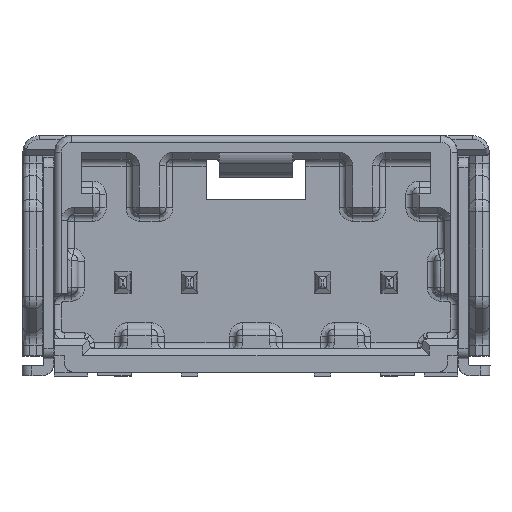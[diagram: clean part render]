
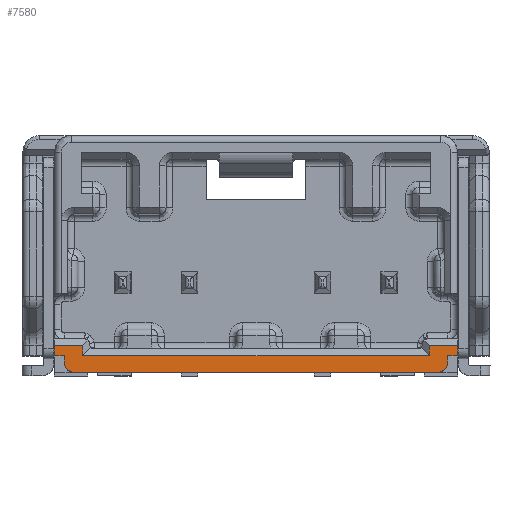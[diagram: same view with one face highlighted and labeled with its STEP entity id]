
A CAD part, top view. The second image highlights one B-rep face of the part: STEP entity #7580.
In plain terms, the highlighted planar face has unit normal (0, 0, 1).
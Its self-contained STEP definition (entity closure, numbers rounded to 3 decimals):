
#48 = EDGE_CURVE ( 'NONE', #2200, #5240, #4552, .T. ) ;
#104 = EDGE_CURVE ( 'NONE', #17032, #2200, #4432, .T. ) ;
#158 = CARTESIAN_POINT ( 'NONE',  ( -5.2, 0.9, 0. ) ) ;
#554 = VECTOR ( 'NONE', #10660, 1000. ) ;
#760 = EDGE_CURVE ( 'NONE', #3885, #15300, #22395, .T. ) ;
#846 = CARTESIAN_POINT ( 'NONE',  ( -6.05, 0.9, 0. ) ) ;
#899 = CARTESIAN_POINT ( 'NONE',  ( -6.05, 0.6, 0. ) ) ;
#1016 = EDGE_CURVE ( 'NONE', #4904, #4733, #6480, .T. ) ;
#1209 = DIRECTION ( 'NONE',  ( 0., -1., 0. ) ) ;
#1577 = LINE ( 'NONE', #9139, #23540 ) ;
#1658 = CARTESIAN_POINT ( 'NONE',  ( -5.45, 0.1, 0. ) ) ;
#2200 = VERTEX_POINT ( 'NONE', #846 ) ;
#2344 = CARTESIAN_POINT ( 'NONE',  ( 5.75, 0.4, 0. ) ) ;
#2430 = DIRECTION ( 'NONE',  ( 0., 1., 0. ) ) ;
#2782 = PLANE ( 'NONE',  #22891 ) ;
#2815 = CARTESIAN_POINT ( 'NONE',  ( 5.75, 0.6, 0. ) ) ;
#3155 = CARTESIAN_POINT ( 'NONE',  ( -5.607, 0.132, 0. ) ) ;
#3520 = CARTESIAN_POINT ( 'NONE',  ( -5.75, 0.321, 0. ) ) ;
#3535 = ORIENTED_EDGE ( 'NONE', *, *, #48, .F. ) ;
#3885 = VERTEX_POINT ( 'NONE', #23295 ) ;
#4059 = CARTESIAN_POINT ( 'NONE',  ( 0., 0.9, 0. ) ) ;
#4432 = LINE ( 'NONE', #23064, #7785 ) ;
#4552 = LINE ( 'NONE', #4059, #20070 ) ;
#4733 = VERTEX_POINT ( 'NONE', #8758 ) ;
#4840 = ORIENTED_EDGE ( 'NONE', *, *, #104, .F. ) ;
#4904 = VERTEX_POINT ( 'NONE', #23408 ) ;
#5115 = VERTEX_POINT ( 'NONE', #10210 ) ;
#5240 = VERTEX_POINT ( 'NONE', #158 ) ;
#5247 = VERTEX_POINT ( 'NONE', #13554 ) ;
#5382 = CARTESIAN_POINT ( 'NONE',  ( 0., 0.6, 0. ) ) ;
#5720 = ORIENTED_EDGE ( 'NONE', *, *, #17439, .F. ) ;
#5776 = B_SPLINE_CURVE_WITH_KNOTS ( 'NONE', 3,
 ( #15673, #10072, #6611, #12297, #23387, #21633 ),
 .UNSPECIFIED., .F., .F.,
 ( 4, 2, 4 ),
 ( 0., 0.5, 1. ),
 .UNSPECIFIED. ) ;
#5880 = VECTOR ( 'NONE', #22896, 1000. ) ;
#6071 = CARTESIAN_POINT ( 'NONE',  ( -5.2, 3.65, 0. ) ) ;
#6092 = EDGE_CURVE ( 'NONE', #15657, #12306, #24571, .T. ) ;
#6480 = LINE ( 'NONE', #14049, #24089 ) ;
#6519 = DIRECTION ( 'NONE',  ( -1., 0., 0. ) ) ;
#6611 = CARTESIAN_POINT ( 'NONE',  ( 5.718, 0.243, 0. ) ) ;
#6687 = ORIENTED_EDGE ( 'NONE', *, *, #1016, .F. ) ;
#7497 = ORIENTED_EDGE ( 'NONE', *, *, #7955, .F. ) ;
#7549 = CARTESIAN_POINT ( 'NONE',  ( 0., 0.6, 0. ) ) ;
#7580 = ADVANCED_FACE ( 'NONE', ( #8258 ), #2782, .F. ) ;
#7785 = VECTOR ( 'NONE', #2430, 1000. ) ;
#7955 = EDGE_CURVE ( 'NONE', #5240, #15657, #11894, .T. ) ;
#8258 = FACE_OUTER_BOUND ( 'NONE', #16106, .T. ) ;
#8758 = CARTESIAN_POINT ( 'NONE',  ( 6.05, 0.9, 0. ) ) ;
#8869 = VECTOR ( 'NONE', #6519, 1000. ) ;
#8980 = VECTOR ( 'NONE', #15106, 1000. ) ;
#9139 = CARTESIAN_POINT ( 'NONE',  ( 6.05, 0.1, 0. ) ) ;
#9224 = CARTESIAN_POINT ( 'NONE',  ( -5.75, 0.4, 0. ) ) ;
#9831 = VECTOR ( 'NONE', #13890, 1000. ) ;
#10072 = CARTESIAN_POINT ( 'NONE',  ( 5.75, 0.321, 0. ) ) ;
#10210 = CARTESIAN_POINT ( 'NONE',  ( -5.45, 0.1, 0. ) ) ;
#10229 = CARTESIAN_POINT ( 'NONE',  ( -5.2, 0.6, 0. ) ) ;
#10344 = CARTESIAN_POINT ( 'NONE',  ( 0., 3.65, 0. ) ) ;
#10660 = DIRECTION ( 'NONE',  ( 0., 1., 0. ) ) ;
#11320 = VECTOR ( 'NONE', #12079, 1000. ) ;
#11406 = EDGE_CURVE ( 'NONE', #5247, #17032, #19795, .T. ) ;
#11478 = ORIENTED_EDGE ( 'NONE', *, *, #12834, .T. ) ;
#11514 = VECTOR ( 'NONE', #1209, 1000. ) ;
#11593 = LINE ( 'NONE', #21047, #11320 ) ;
#11894 = LINE ( 'NONE', #6071, #9831 ) ;
#12079 = DIRECTION ( 'NONE',  ( 0., 1., 0. ) ) ;
#12297 = CARTESIAN_POINT ( 'NONE',  ( 5.607, 0.132, 0. ) ) ;
#12306 = VERTEX_POINT ( 'NONE', #24424 ) ;
#12576 = CARTESIAN_POINT ( 'NONE',  ( -5.529, 0.1, 0. ) ) ;
#12600 = ORIENTED_EDGE ( 'NONE', *, *, #23815, .T. ) ;
#12605 = EDGE_CURVE ( 'NONE', #5115, #16564, #23962, .T. ) ;
#12834 = EDGE_CURVE ( 'NONE', #5247, #16564, #13569, .T. ) ;
#12933 = DIRECTION ( 'NONE',  ( -1., 0., 0. ) ) ;
#12946 = CARTESIAN_POINT ( 'NONE',  ( -5.718, 0.243, 0. ) ) ;
#13146 = VERTEX_POINT ( 'NONE', #15146 ) ;
#13554 = CARTESIAN_POINT ( 'NONE',  ( -5.75, 0.6, 0. ) ) ;
#13569 = LINE ( 'NONE', #15302, #5880 ) ;
#13839 = CARTESIAN_POINT ( 'NONE',  ( 0., 0.6, 0. ) ) ;
#13890 = DIRECTION ( 'NONE',  ( 0., -1., 0. ) ) ;
#14049 = CARTESIAN_POINT ( 'NONE',  ( 0., 0.9, 0. ) ) ;
#14614 = LINE ( 'NONE', #16477, #11514 ) ;
#14704 = EDGE_CURVE ( 'NONE', #23963, #13146, #5776, .T. ) ;
#15106 = DIRECTION ( 'NONE',  ( 1., 0., 0. ) ) ;
#15146 = CARTESIAN_POINT ( 'NONE',  ( 5.45, 0.1, 0. ) ) ;
#15300 = VERTEX_POINT ( 'NONE', #2815 ) ;
#15302 = CARTESIAN_POINT ( 'NONE',  ( -5.75, 0., 0. ) ) ;
#15657 = VERTEX_POINT ( 'NONE', #10229 ) ;
#15673 = CARTESIAN_POINT ( 'NONE',  ( 5.75, 0.4, 0. ) ) ;
#15791 = ORIENTED_EDGE ( 'NONE', *, *, #20408, .T. ) ;
#16106 = EDGE_LOOP ( 'NONE', ( #17789, #5720, #6687, #19308, #23184, #7497, #3535, #4840, #16932, #11478, #18052, #15791, #17154, #12600 ) ) ;
#16477 = CARTESIAN_POINT ( 'NONE',  ( 6.05, 0.1, 0. ) ) ;
#16564 = VERTEX_POINT ( 'NONE', #20574 ) ;
#16759 = LINE ( 'NONE', #22357, #554 ) ;
#16932 = ORIENTED_EDGE ( 'NONE', *, *, #11406, .F. ) ;
#17032 = VERTEX_POINT ( 'NONE', #899 ) ;
#17154 = ORIENTED_EDGE ( 'NONE', *, *, #14704, .F. ) ;
#17347 = DIRECTION ( 'NONE',  ( 1., 0., 0. ) ) ;
#17352 = DIRECTION ( 'NONE',  ( 1., 0., 0. ) ) ;
#17439 = EDGE_CURVE ( 'NONE', #4733, #3885, #14614, .T. ) ;
#17789 = ORIENTED_EDGE ( 'NONE', *, *, #760, .F. ) ;
#18052 = ORIENTED_EDGE ( 'NONE', *, *, #12605, .F. ) ;
#19308 = ORIENTED_EDGE ( 'NONE', *, *, #24467, .F. ) ;
#19683 = VECTOR ( 'NONE', #12933, 1000. ) ;
#19795 = LINE ( 'NONE', #13839, #8869 ) ;
#20070 = VECTOR ( 'NONE', #17352, 1000. ) ;
#20408 = EDGE_CURVE ( 'NONE', #5115, #13146, #1577, .T. ) ;
#20574 = CARTESIAN_POINT ( 'NONE',  ( -5.75, 0.4, 0. ) ) ;
#21047 = CARTESIAN_POINT ( 'NONE',  ( 5.2, 3.65, 0. ) ) ;
#21624 = DIRECTION ( 'NONE',  ( 1., 0., 0. ) ) ;
#21633 = CARTESIAN_POINT ( 'NONE',  ( 5.45, 0.1, 0. ) ) ;
#22357 = CARTESIAN_POINT ( 'NONE',  ( 5.75, 0.6, 0. ) ) ;
#22395 = LINE ( 'NONE', #5382, #19683 ) ;
#22891 = AXIS2_PLACEMENT_3D ( 'NONE', #10344, #23662, #23175 ) ;
#22896 = DIRECTION ( 'NONE',  ( 0., -1., 0. ) ) ;
#23064 = CARTESIAN_POINT ( 'NONE',  ( -6.05, 0.1, 0. ) ) ;
#23175 = DIRECTION ( 'NONE',  ( 1., 0., 0. ) ) ;
#23184 = ORIENTED_EDGE ( 'NONE', *, *, #6092, .F. ) ;
#23295 = CARTESIAN_POINT ( 'NONE',  ( 6.05, 0.6, 0. ) ) ;
#23387 = CARTESIAN_POINT ( 'NONE',  ( 5.529, 0.1, 0. ) ) ;
#23408 = CARTESIAN_POINT ( 'NONE',  ( 5.2, 0.9, 0. ) ) ;
#23540 = VECTOR ( 'NONE', #17347, 1000. ) ;
#23662 = DIRECTION ( 'NONE',  ( 0., 0., -1. ) ) ;
#23815 = EDGE_CURVE ( 'NONE', #23963, #15300, #16759, .T. ) ;
#23963 = VERTEX_POINT ( 'NONE', #2344 ) ;
#23962 = B_SPLINE_CURVE_WITH_KNOTS ( 'NONE', 3,
 ( #1658, #12576, #3155, #12946, #3520, #9224 ),
 .UNSPECIFIED., .F., .F.,
 ( 4, 2, 4 ),
 ( 0., 0.5, 1. ),
 .UNSPECIFIED. ) ;
#24089 = VECTOR ( 'NONE', #21624, 1000. ) ;
#24424 = CARTESIAN_POINT ( 'NONE',  ( 5.2, 0.6, 0. ) ) ;
#24467 = EDGE_CURVE ( 'NONE', #12306, #4904, #11593, .T. ) ;
#24571 = LINE ( 'NONE', #7549, #8980 ) ;
